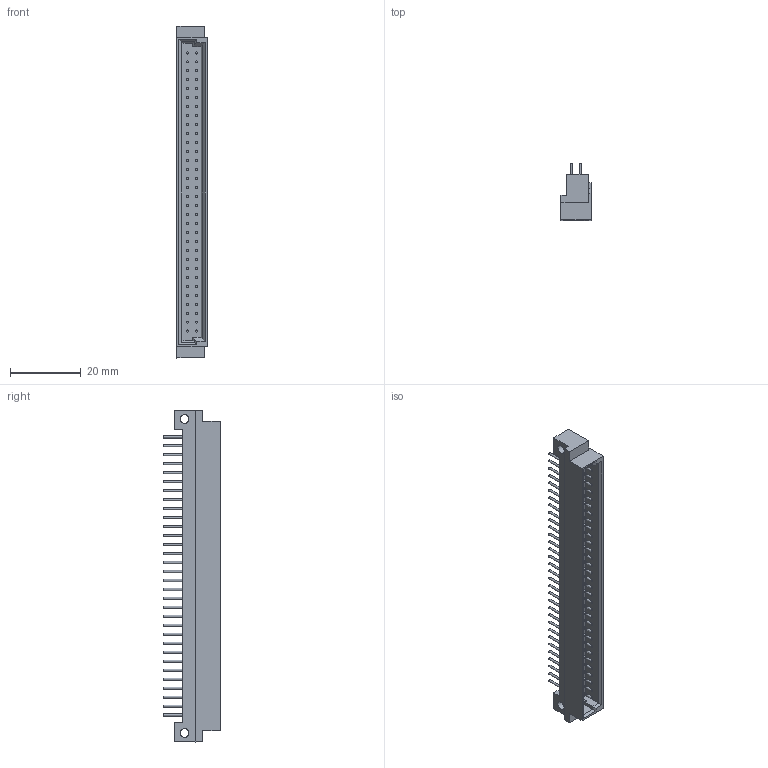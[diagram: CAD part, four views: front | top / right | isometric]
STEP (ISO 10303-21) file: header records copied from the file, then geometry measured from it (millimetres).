
FILE_DESCRIPTION(/* description */ (''),/* implementation_level */ '2;1');
FILE_NAME(/* name */ '100072267ugm000_b.stp',/* time_stamp */ '2022-04-26T16:24:33+02:00',/* author */ (''),/* organization */ (''),/* preprocessor_version */ 'ST-DEVELOPER v16.7',/* originating_system */ 'SIEMENS PLM Software NX 1911',/* authorisation */ '');
FILE_SCHEMA (('AUTOMOTIVE_DESIGN { 1 0 10303 214 3 1 1 1 }'));
Length unit declared in the file: millimetre
Products named in the file (1): 100072267ugm000_b
Bounding box: 8.5 x 16 x 94 mm (x, y, z)
Volume: 4517.1 mm3; surface area: 6145.5 mm2
Topology: 1 solids, 1 shells, 305 faces, 506 edges, 332 vertices
Faces by surface type: plane 175, cylinder 130
Full cylindrical faces by diameter (mm): 0.6 x128, 2.5 x2
Entity records: 6898 total; most frequent: DIRECTION 1248, CARTESIAN_POINT 1014, ORIENTED_EDGE 752, EDGE_LOOP 568, AXIS2_PLACEMENT_3D 566, FACE_BOUND 399, EDGE_CURVE 376, VERTEX_POINT 332
